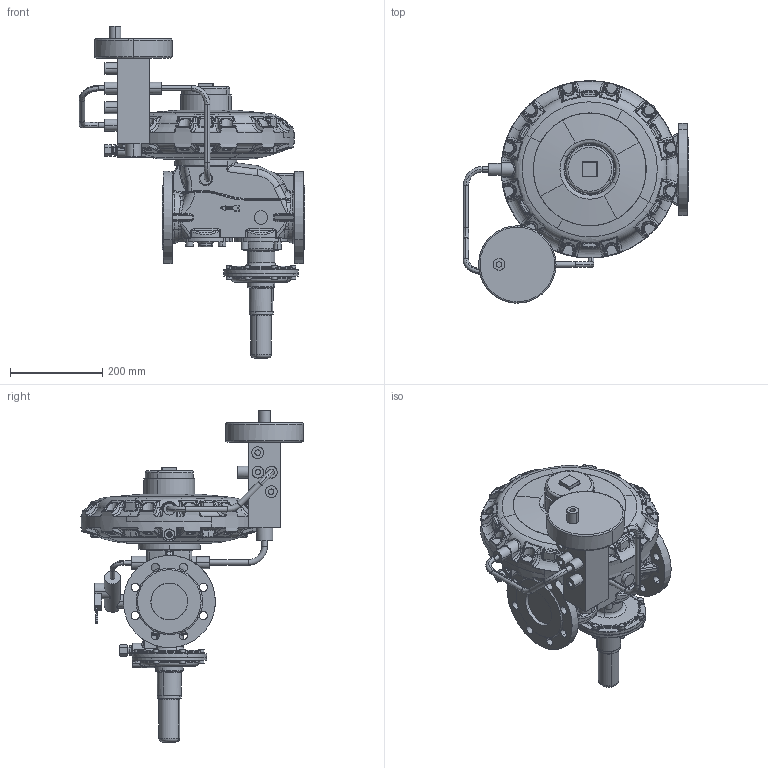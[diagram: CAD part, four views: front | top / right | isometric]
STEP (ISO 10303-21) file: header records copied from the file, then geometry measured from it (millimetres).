
FILE_DESCRIPTION(('CATIA V5 STEP Exchange'),'2;1');
FILE_NAME('RSP 254-080-390-R70-100.stp','2018-04-10T06:46:15+00:00',('none'),('none'),'CATIA Version 5 Release 19 SP 2 (IN-10)','CATIA V5 STEP AP214','none');
FILE_SCHEMA(('AUTOMOTIVE_DESIGN { 1 0 10303 214 1 1 1 1 }'));
Products named in the file (1): RSP 254-080-390-R70-100
Bounding box: 489.8 x 483.03 x 720.8 mm (x, y, z)
Volume: 18850058.3 mm3; surface area: 950658 mm2
Topology: 1 solids, 19 shells, 3024 faces, 7525 edges, 4385 vertices
Faces by surface type: bspline 990, cylinder 771, torus 539, plane 426, cone 190, sphere 93, revolution 11, extrusion 4
Entity records: 164126 total; most frequent: CARTESIAN_POINT 106300, ORIENTED_EDGE 14630, EDGE_CURVE 7315, DIRECTION 6912, VERTEX_POINT 4385, AXIS2_PLACEMENT_3D 3951, B_SPLINE_CURVE_WITH_KNOTS 3707, EDGE_LOOP 3124
